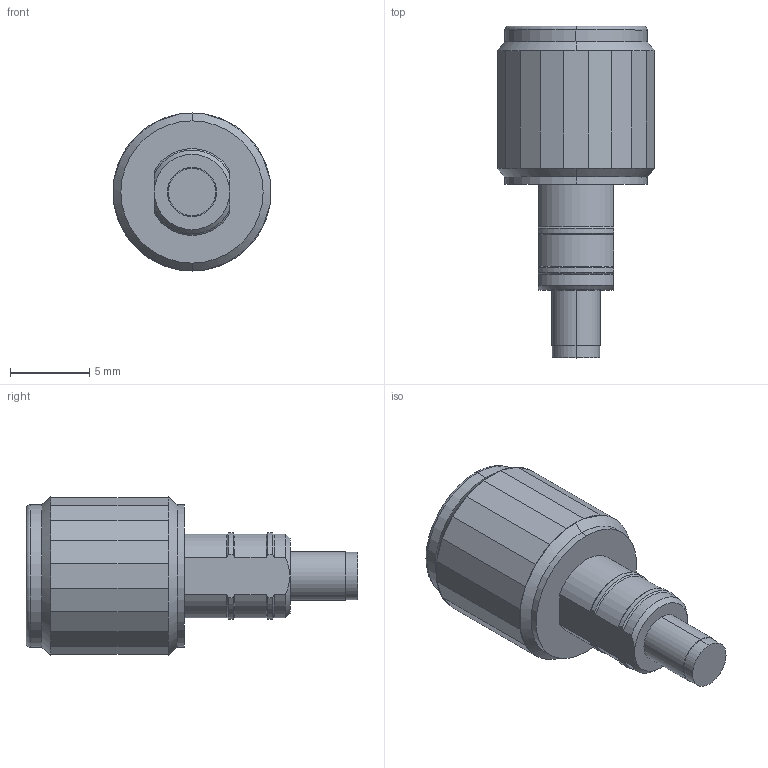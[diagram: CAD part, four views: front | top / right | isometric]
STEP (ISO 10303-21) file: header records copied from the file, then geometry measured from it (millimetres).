
FILE_DESCRIPTION((''),'2;1');
FILE_NAME('2','2021-08-11T',('Administrator'),(''),'PRO/ENGINEER BY PARAMETRIC TECHNOLOGY CORPORATION, 2012090','PRO/ENGINEER BY PARAMETRIC TECHNOLOGY CORPORATION, 2012090','');
FILE_SCHEMA(('CONFIG_CONTROL_DESIGN'));
Length unit declared in the file: millimetre
Products named in the file (1): 2
Bounding box: 9.99 x 21 x 10 mm (x, y, z)
Volume: 763.8 mm3; surface area: 800.8 mm2
Topology: 1 solids, 1 shells, 136 faces, 281 edges, 155 vertices
Faces by surface type: plane 74, cylinder 34, cone 20, bspline 6, torus 2
Entity records: 4896 total; most frequent: CARTESIAN_POINT 2037, DIRECTION 608, ORIENTED_EDGE 562, EDGE_CURVE 281, AXIS2_PLACEMENT_3D 242, VERTEX_POINT 155, EDGE_LOOP 144, FACE_OUTER_BOUND 136
